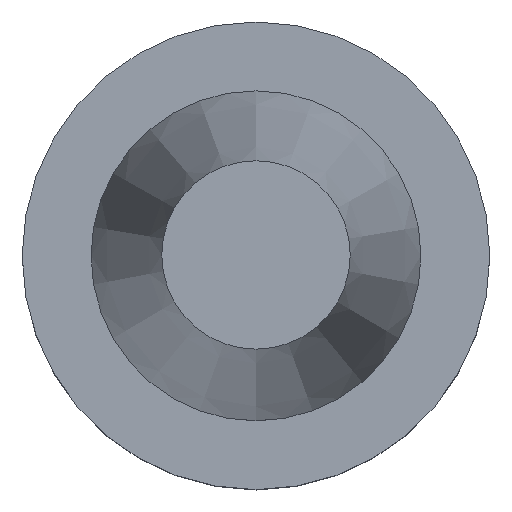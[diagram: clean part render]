
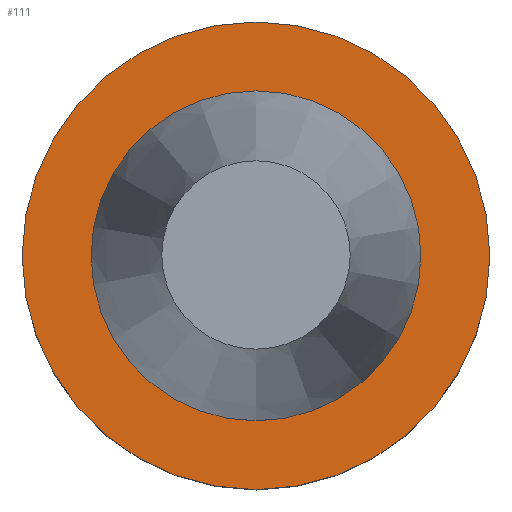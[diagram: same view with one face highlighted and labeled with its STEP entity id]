
A CAD part, top view. The second image highlights one B-rep face of the part: STEP entity #111.
In plain terms, the highlighted planar face has unit normal (0, 0, 1).
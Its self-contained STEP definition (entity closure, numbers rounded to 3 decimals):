
#97=EDGE_CURVE('Unnamed[1]',#234,#234,#235,.T.);
#108=EDGE_CURVE('Unnamed[1]',#252,#252,#253,.T.);
#111=ADVANCED_FACE('Unnamed[1]',(#256,#257),#258,.T.);
#234=VERTEX_POINT('',#418);
#235=CIRCLE('',#419,31.5);
#252=VERTEX_POINT('',#440);
#253=CIRCLE('',#441,22.225);
#256=FACE_OUTER_BOUND('',#445,.T.);
#257=FACE_BOUND('',#446,.T.);
#258=PLANE('',#447);
#418=CARTESIAN_POINT('',(0.,31.5,-1.));
#419=AXIS2_PLACEMENT_3D('',#614,#615,#616);
#440=CARTESIAN_POINT('',(0.,22.225,-1.));
#441=AXIS2_PLACEMENT_3D('',#635,#636,#637);
#445=EDGE_LOOP('',(#639));
#446=EDGE_LOOP('',(#640));
#447=AXIS2_PLACEMENT_3D('',#641,#642,#643);
#614=CARTESIAN_POINT('',(0.,0.,-1.));
#615=DIRECTION('',(0.,0.,-1.0));
#616=DIRECTION('',(0.,1.0,0.));
#635=CARTESIAN_POINT('',(0.,0.,-1.));
#636=DIRECTION('',(0.,0.,-1.0));
#637=DIRECTION('',(0.,1.0,0.));
#639=ORIENTED_EDGE('',*,*,#97,.F.);
#640=ORIENTED_EDGE('',*,*,#108,.T.);
#641=CARTESIAN_POINT('',(0.,26.862,-1.));
#642=DIRECTION('',(0.,0.,1.0));
#643=DIRECTION('',(0.,-1.0,0.));
